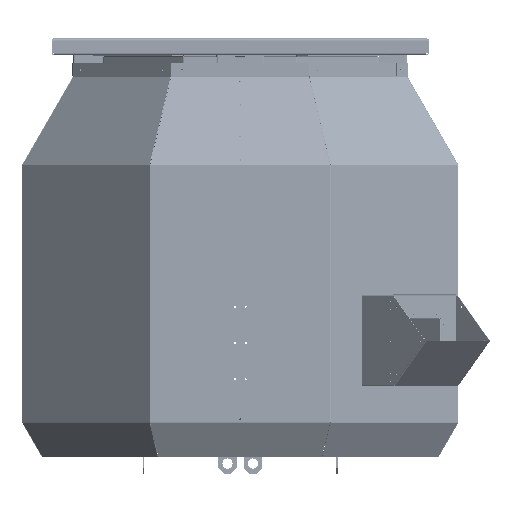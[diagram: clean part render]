
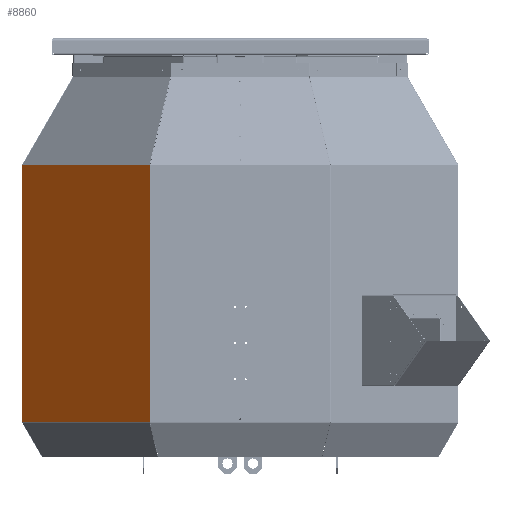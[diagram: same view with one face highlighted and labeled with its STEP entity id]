
A CAD part, front view. The second image highlights one B-rep face of the part: STEP entity #8860.
In plain terms, the highlighted planar face has unit normal (-0.707, -0.707, 0).
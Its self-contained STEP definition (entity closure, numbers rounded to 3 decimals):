
#8860=ADVANCED_FACE('',(#45012),#45014,.T.);
#45012=FACE_BOUND('',#45013,.T.);
#45013=EDGE_LOOP('',(#74993,#74994,#74995,#74996));
#45014=PLANE('',#45015);
#45015=AXIS2_PLACEMENT_3D('',#45016,#45017,#45018);
#45016=CARTESIAN_POINT('',(-249.398,-600.827,-1011.916));
#45017=DIRECTION('',(-0.707,-0.707,0.));
#45018=DIRECTION('',(0.,0.,1.));
#74993=ORIENTED_EDGE('',*,*,#91428,.T.);
#74994=ORIENTED_EDGE('',*,*,#91702,.T.);
#74995=ORIENTED_EDGE('',*,*,#91703,.T.);
#74996=ORIENTED_EDGE('',*,*,#91704,.F.);
#91428=EDGE_CURVE('',#102242,#102240,#102243,.T.);
#91702=EDGE_CURVE('',#102240,#102703,#102704,.T.);
#91703=EDGE_CURVE('',#102703,#102705,#102706,.T.);
#91704=EDGE_CURVE('',#102242,#102705,#102707,.T.);
#102240=VERTEX_POINT('',#122975);
#102242=VERTEX_POINT('',#122980);
#102243=LINE('',#122981,#122982);
#102703=VERTEX_POINT('',#124106);
#102704=LINE('',#124107,#124108);
#102705=VERTEX_POINT('',#124110);
#102706=LINE('',#124111,#124112);
#102707=LINE('',#124114,#124115);
#122975=CARTESIAN_POINT('',(-249.398,-600.827,-302.8));
#122980=CARTESIAN_POINT('',(-249.398,-600.827,-1011.916));
#122981=CARTESIAN_POINT('',(-249.398,-600.827,-1011.916));
#122982=VECTOR('',#122983,1.);
#122983=DIRECTION('',(0.,0.,1.));
#124106=CARTESIAN_POINT('',(-600.831,-249.395,-302.8));
#124107=CARTESIAN_POINT('',(-249.398,-600.827,-302.8));
#124108=VECTOR('',#124109,1.);
#124109=DIRECTION('',(-0.707,0.707,0.));
#124110=CARTESIAN_POINT('',(-600.831,-249.395,-1011.916));
#124111=CARTESIAN_POINT('',(-600.831,-249.395,-302.8));
#124112=VECTOR('',#124113,1.);
#124113=DIRECTION('',(0.,0.,-1.));
#124114=CARTESIAN_POINT('',(-249.398,-600.827,-1011.916));
#124115=VECTOR('',#124116,1.);
#124116=DIRECTION('',(-0.707,0.707,0.));
